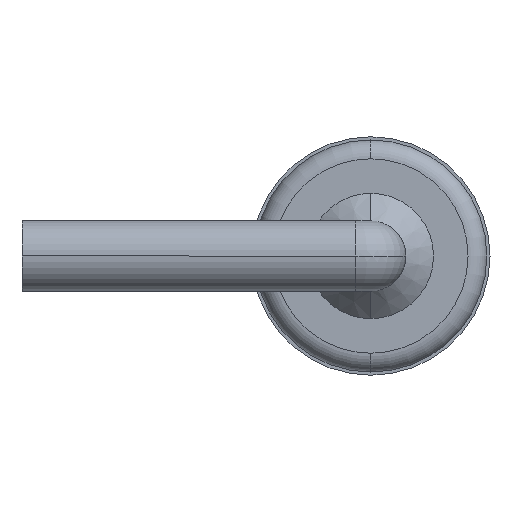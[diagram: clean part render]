
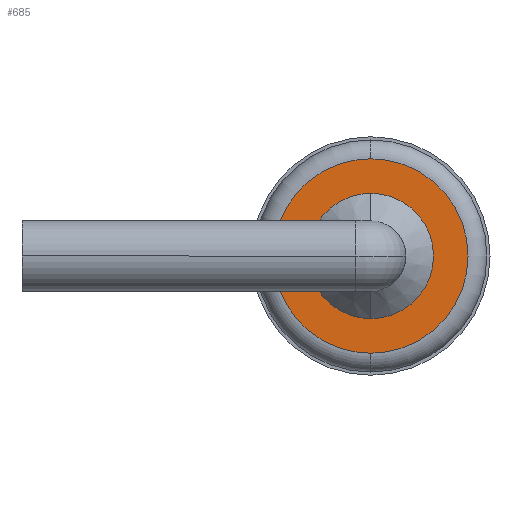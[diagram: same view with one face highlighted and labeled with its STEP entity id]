
A CAD part, front view. The second image highlights one B-rep face of the part: STEP entity #685.
In plain terms, the highlighted planar face has unit normal (0, -1, 0).
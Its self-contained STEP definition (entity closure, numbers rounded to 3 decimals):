
#221 = AXIS2_PLACEMENT_3D ( 'NONE', #1834, #1394, #536 ) ;
#242 = ORIENTED_EDGE ( 'NONE', *, *, #751, .T. ) ;
#320 = AXIS2_PLACEMENT_3D ( 'NONE', #669, #1687, #807 ) ;
#390 = PLANE ( 'NONE',  #221 ) ;
#499 = FACE_OUTER_BOUND ( 'NONE', #928, .T. ) ;
#520 = CARTESIAN_POINT ( 'NONE',  ( 0., 0., 0. ) ) ;
#536 = DIRECTION ( 'NONE',  ( 0., 0., 1. ) ) ;
#667 = DIRECTION ( 'NONE',  ( 0., 0., 1. ) ) ;
#669 = CARTESIAN_POINT ( 'NONE',  ( 0., 0., 0. ) ) ;
#685 = ADVANCED_FACE ( 'NONE', ( #499 ), #390, .F. ) ;
#751 = EDGE_CURVE ( 'NONE', #1152, #1262, #1560, .T. ) ;
#802 = CARTESIAN_POINT ( 'NONE',  ( 0., 0., 0.775 ) ) ;
#807 = DIRECTION ( 'NONE',  ( 0., 0., 1. ) ) ;
#878 = AXIS2_PLACEMENT_3D ( 'NONE', #520, #1531, #667 ) ;
#928 = EDGE_LOOP ( 'NONE', ( #1688, #242 ) ) ;
#1152 = VERTEX_POINT ( 'NONE', #1642 ) ;
#1262 = VERTEX_POINT ( 'NONE', #802 ) ;
#1394 = DIRECTION ( 'NONE',  ( 0., 1., 0. ) ) ;
#1406 = EDGE_CURVE ( 'NONE', #1262, #1152, #1744, .T. ) ;
#1531 = DIRECTION ( 'NONE',  ( 0., -1., 0. ) ) ;
#1560 = CIRCLE ( 'NONE', #320, 0.775 ) ;
#1642 = CARTESIAN_POINT ( 'NONE',  ( 0., 0., -0.775 ) ) ;
#1687 = DIRECTION ( 'NONE',  ( 0., -1., 0. ) ) ;
#1688 = ORIENTED_EDGE ( 'NONE', *, *, #1406, .T. ) ;
#1744 = CIRCLE ( 'NONE', #878, 0.775 ) ;
#1834 = CARTESIAN_POINT ( 'NONE',  ( 0., 0., 0. ) ) ;
